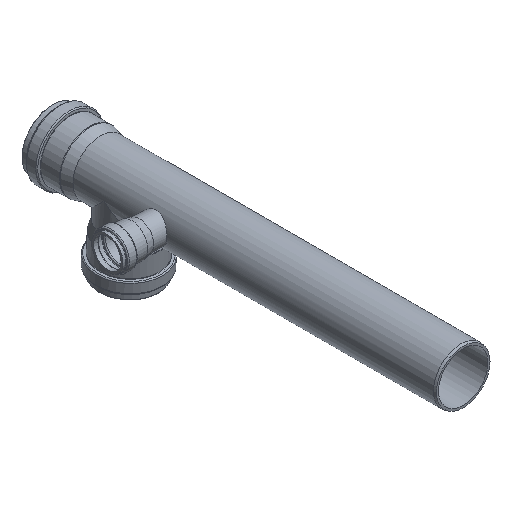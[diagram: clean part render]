
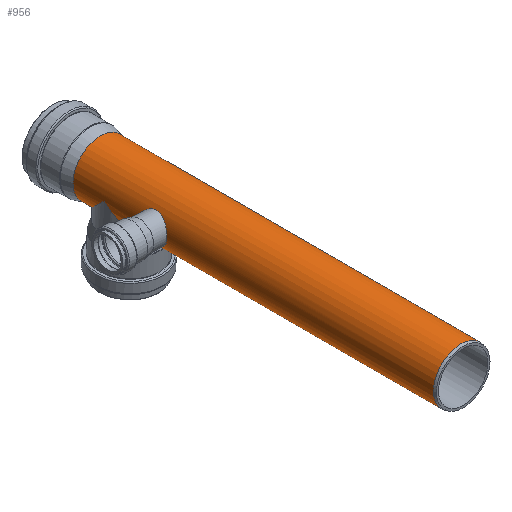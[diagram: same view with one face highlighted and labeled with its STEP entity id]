
A CAD part, isometric view. The second image highlights one B-rep face of the part: STEP entity #956.
In plain terms, the highlighted cylindrical face has radius 55.3 mm (diameter 110.6 mm), a full revolution.
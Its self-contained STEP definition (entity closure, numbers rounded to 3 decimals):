
#15=ELLIPSE('',#1071,76.554,55.3);
#16=ELLIPSE('',#1072,79.97,55.3);
#107=FACE_BOUND('',#400,.T.);
#108=FACE_BOUND('',#401,.T.);
#109=FACE_BOUND('',#402,.T.);
#199=CIRCLE('',#1070,55.3);
#200=CIRCLE('',#1073,55.3);
#287=FACE_OUTER_BOUND('',#399,.T.);
#399=EDGE_LOOP('',(#769));
#400=EDGE_LOOP('',(#770,#771));
#401=EDGE_LOOP('',(#772));
#402=EDGE_LOOP('',(#773));
#536=B_SPLINE_CURVE_WITH_KNOTS('',3,(#1641,#1642,#1643,#1644,#1645,#1646,
#1647,#1648,#1649,#1650,#1651,#1652,#1653,#1654,#1655,#1656,#1657,#1658,
#1659,#1660,#1661,#1662,#1663,#1664,#1665,#1666,#1667,#1668,#1669,#1670,
#1671,#1672,#1673,#1674,#1675,#1676,#1677,#1678,#1679,#1680,#1681,#1682,
#1683,#1684,#1685,#1686,#1687,#1688,#1689,#1690,#1691,#1692,#1693,#1694,
#1695,#1696,#1697,#1698,#1699,#1700,#1701,#1702,#1703,#1704,#1705,#1706),
 .UNSPECIFIED.,.T.,.F.,(4,2,2,2,2,2,2,2,2,2,2,2,2,2,2,2,2,2,2,2,2,2,2,2,
2,2,2,2,2,2,2,2,4),(0.,0.555,1.11,1.664,
2.219,2.777,3.334,3.891,4.449,
5.006,5.563,6.121,6.678,7.233,
7.787,8.342,8.897,9.461,10.024,
10.588,11.151,11.711,12.272,12.832,
13.392,13.952,14.512,15.072,15.632,
16.195,16.759,17.323,17.886),
 .UNSPECIFIED.);
#540=VERTEX_POINT('',#1640);
#561=VERTEX_POINT('',#1769);
#562=VERTEX_POINT('',#1771);
#563=VERTEX_POINT('',#1772);
#564=VERTEX_POINT('',#1775);
#633=EDGE_CURVE('',#540,#540,#536,.T.);
#654=EDGE_CURVE('',#561,#561,#199,.T.);
#655=EDGE_CURVE('',#562,#563,#15,.T.);
#656=EDGE_CURVE('',#563,#562,#16,.T.);
#657=EDGE_CURVE('',#564,#564,#200,.T.);
#769=ORIENTED_EDGE('',*,*,#654,.F.);
#770=ORIENTED_EDGE('',*,*,#655,.T.);
#771=ORIENTED_EDGE('',*,*,#656,.T.);
#772=ORIENTED_EDGE('',*,*,#657,.T.);
#773=ORIENTED_EDGE('',*,*,#633,.T.);
#917=CYLINDRICAL_SURFACE('',#1069,55.3);
#956=ADVANCED_FACE('',(#287,#107,#108,#109),#917,.T.);
#1069=AXIS2_PLACEMENT_3D('',#1768,#1296,#1297);
#1070=AXIS2_PLACEMENT_3D('',#1770,#1298,#1299);
#1071=AXIS2_PLACEMENT_3D('',#1773,#1300,#1301);
#1072=AXIS2_PLACEMENT_3D('',#1774,#1302,#1303);
#1073=AXIS2_PLACEMENT_3D('',#1776,#1304,#1305);
#1296=DIRECTION('center_axis',(0.,1.,0.));
#1297=DIRECTION('ref_axis',(1.,0.,0.));
#1298=DIRECTION('center_axis',(0.,1.,0.));
#1299=DIRECTION('ref_axis',(1.,0.,0.));
#1300=DIRECTION('center_axis',(0.,-0.722,0.692));
#1301=DIRECTION('ref_axis',(0.,-0.692,-0.722));
#1302=DIRECTION('center_axis',(0.,0.692,0.722));
#1303=DIRECTION('ref_axis',(0.,-0.722,0.692));
#1304=DIRECTION('center_axis',(0.,1.,0.));
#1305=DIRECTION('ref_axis',(1.,0.,0.));
#1640=CARTESIAN_POINT('',(-47.086,-160.944,29.));
#1641=CARTESIAN_POINT('Ctrl Pts',(-47.086,-160.944,29.));
#1642=CARTESIAN_POINT('Ctrl Pts',(-47.086,-162.794,29.));
#1643=CARTESIAN_POINT('Ctrl Pts',(-47.198,-164.691,28.821));
#1644=CARTESIAN_POINT('Ctrl Pts',(-47.645,-168.437,28.076));
#1645=CARTESIAN_POINT('Ctrl Pts',(-47.978,-170.286,27.511));
#1646=CARTESIAN_POINT('Ctrl Pts',(-48.797,-173.807,26.031));
#1647=CARTESIAN_POINT('Ctrl Pts',(-49.282,-175.484,25.115));
#1648=CARTESIAN_POINT('Ctrl Pts',(-50.3,-178.575,23.008));
#1649=CARTESIAN_POINT('Ctrl Pts',(-50.833,-179.989,21.817));
#1650=CARTESIAN_POINT('Ctrl Pts',(-51.848,-182.494,19.28));
#1651=CARTESIAN_POINT('Ctrl Pts',(-52.368,-183.676,17.842));
#1652=CARTESIAN_POINT('Ctrl Pts',(-53.336,-185.765,14.7));
#1653=CARTESIAN_POINT('Ctrl Pts',(-53.782,-186.674,12.996));
#1654=CARTESIAN_POINT('Ctrl Pts',(-54.522,-188.14,9.424));
#1655=CARTESIAN_POINT('Ctrl Pts',(-54.815,-188.699,7.552));
#1656=CARTESIAN_POINT('Ctrl Pts',(-55.204,-189.436,3.769));
#1657=CARTESIAN_POINT('Ctrl Pts',(-55.3,-189.613,1.858));
#1658=CARTESIAN_POINT('Ctrl Pts',(-55.3,-189.613,-1.858));
#1659=CARTESIAN_POINT('Ctrl Pts',(-55.204,-189.436,-3.769));
#1660=CARTESIAN_POINT('Ctrl Pts',(-54.815,-188.699,-7.552));
#1661=CARTESIAN_POINT('Ctrl Pts',(-54.522,-188.14,-9.424));
#1662=CARTESIAN_POINT('Ctrl Pts',(-53.782,-186.674,-12.996));
#1663=CARTESIAN_POINT('Ctrl Pts',(-53.336,-185.765,-14.7));
#1664=CARTESIAN_POINT('Ctrl Pts',(-52.368,-183.676,-17.842));
#1665=CARTESIAN_POINT('Ctrl Pts',(-51.848,-182.494,-19.28));
#1666=CARTESIAN_POINT('Ctrl Pts',(-50.833,-179.989,-21.817));
#1667=CARTESIAN_POINT('Ctrl Pts',(-50.3,-178.575,-23.008));
#1668=CARTESIAN_POINT('Ctrl Pts',(-49.282,-175.484,-25.115));
#1669=CARTESIAN_POINT('Ctrl Pts',(-48.797,-173.807,-26.031));
#1670=CARTESIAN_POINT('Ctrl Pts',(-47.978,-170.286,-27.511));
#1671=CARTESIAN_POINT('Ctrl Pts',(-47.645,-168.437,-28.076));
#1672=CARTESIAN_POINT('Ctrl Pts',(-47.198,-164.691,-28.821));
#1673=CARTESIAN_POINT('Ctrl Pts',(-47.086,-162.794,-29.));
#1674=CARTESIAN_POINT('Ctrl Pts',(-47.086,-159.066,-29.));
#1675=CARTESIAN_POINT('Ctrl Pts',(-47.201,-157.139,-28.815));
#1676=CARTESIAN_POINT('Ctrl Pts',(-47.655,-153.333,-28.058));
#1677=CARTESIAN_POINT('Ctrl Pts',(-47.992,-151.452,-27.487));
#1678=CARTESIAN_POINT('Ctrl Pts',(-48.816,-147.861,-25.997));
#1679=CARTESIAN_POINT('Ctrl Pts',(-49.301,-146.147,-25.077));
#1680=CARTESIAN_POINT('Ctrl Pts',(-50.319,-142.978,-22.966));
#1681=CARTESIAN_POINT('Ctrl Pts',(-50.851,-141.523,-21.774));
#1682=CARTESIAN_POINT('Ctrl Pts',(-51.86,-138.949,-19.247));
#1683=CARTESIAN_POINT('Ctrl Pts',(-52.376,-137.735,-17.82));
#1684=CARTESIAN_POINT('Ctrl Pts',(-53.336,-135.577,-14.698));
#1685=CARTESIAN_POINT('Ctrl Pts',(-53.781,-134.633,-13.002));
#1686=CARTESIAN_POINT('Ctrl Pts',(-54.519,-133.105,-9.44));
#1687=CARTESIAN_POINT('Ctrl Pts',(-54.812,-132.519,-7.571));
#1688=CARTESIAN_POINT('Ctrl Pts',(-55.203,-131.745,-3.784));
#1689=CARTESIAN_POINT('Ctrl Pts',(-55.3,-131.558,-1.867));
#1690=CARTESIAN_POINT('Ctrl Pts',(-55.3,-131.558,1.867));
#1691=CARTESIAN_POINT('Ctrl Pts',(-55.203,-131.745,3.784));
#1692=CARTESIAN_POINT('Ctrl Pts',(-54.812,-132.519,7.571));
#1693=CARTESIAN_POINT('Ctrl Pts',(-54.519,-133.105,9.44));
#1694=CARTESIAN_POINT('Ctrl Pts',(-53.781,-134.633,13.002));
#1695=CARTESIAN_POINT('Ctrl Pts',(-53.336,-135.577,14.698));
#1696=CARTESIAN_POINT('Ctrl Pts',(-52.376,-137.735,17.82));
#1697=CARTESIAN_POINT('Ctrl Pts',(-51.86,-138.949,19.247));
#1698=CARTESIAN_POINT('Ctrl Pts',(-50.851,-141.523,21.774));
#1699=CARTESIAN_POINT('Ctrl Pts',(-50.319,-142.978,22.966));
#1700=CARTESIAN_POINT('Ctrl Pts',(-49.301,-146.147,25.077));
#1701=CARTESIAN_POINT('Ctrl Pts',(-48.816,-147.861,25.997));
#1702=CARTESIAN_POINT('Ctrl Pts',(-47.992,-151.452,27.487));
#1703=CARTESIAN_POINT('Ctrl Pts',(-47.655,-153.333,28.058));
#1704=CARTESIAN_POINT('Ctrl Pts',(-47.201,-157.139,28.815));
#1705=CARTESIAN_POINT('Ctrl Pts',(-47.086,-159.066,29.));
#1706=CARTESIAN_POINT('Ctrl Pts',(-47.086,-160.944,29.));
#1768=CARTESIAN_POINT('Origin',(0.,-364.,0.));
#1769=CARTESIAN_POINT('',(55.3,0.,0.));
#1770=CARTESIAN_POINT('Origin',(0.,0.,0.));
#1771=CARTESIAN_POINT('',(-55.3,-63.,0.));
#1772=CARTESIAN_POINT('',(55.3,-63.,0.));
#1773=CARTESIAN_POINT('Origin',(0.,-63.,0.));
#1774=CARTESIAN_POINT('Origin',(0.,-63.,0.));
#1775=CARTESIAN_POINT('',(55.3,-728.,0.));
#1776=CARTESIAN_POINT('Origin',(0.,-728.,0.));
